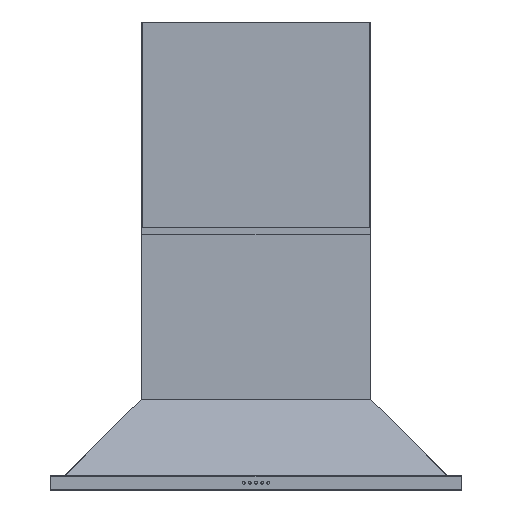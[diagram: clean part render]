
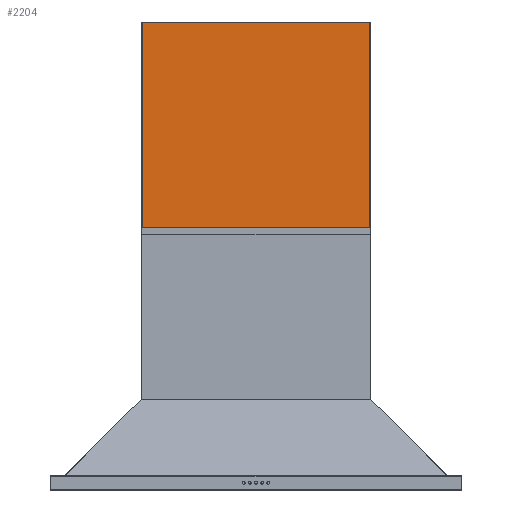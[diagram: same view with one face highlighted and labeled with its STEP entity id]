
A CAD part, top view. The second image highlights one B-rep face of the part: STEP entity #2204.
In plain terms, the highlighted planar face has unit normal (0, 0, 1).
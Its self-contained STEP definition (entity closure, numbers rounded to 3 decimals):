
#2025=DIRECTION('',(1.,0.,0.));
#2026=VECTOR('',#2025,667.);
#2027=CARTESIAN_POINT('',(-333.5,1365.,-17.5));
#2028=LINE('',#2027,#2026);
#2057=DIRECTION('',(0.,-1.,0.));
#2058=VECTOR('',#2057,620.);
#2059=CARTESIAN_POINT('',(-333.5,1365.,-17.5));
#2060=LINE('',#2059,#2058);
#2061=DIRECTION('',(0.,-1.,0.));
#2062=VECTOR('',#2061,620.);
#2063=CARTESIAN_POINT('',(333.5,1365.,-17.5));
#2064=LINE('',#2063,#2062);
#2081=DIRECTION('',(1.,0.,0.));
#2082=VECTOR('',#2081,667.);
#2083=CARTESIAN_POINT('',(-333.5,745.,-17.5));
#2084=LINE('',#2083,#2082);
#2121=CARTESIAN_POINT('',(-333.5,1365.,-17.5));
#2122=VERTEX_POINT('',#2121);
#2123=CARTESIAN_POINT('',(333.5,1365.,-17.5));
#2124=VERTEX_POINT('',#2123);
#2129=CARTESIAN_POINT('',(-333.5,745.,-17.5));
#2130=VERTEX_POINT('',#2129);
#2131=CARTESIAN_POINT('',(333.5,745.,-17.5));
#2132=VERTEX_POINT('',#2131);
#2190=CARTESIAN_POINT('',(-333.5,1365.,-17.5));
#2191=DIRECTION('',(0.,0.,1.));
#2192=DIRECTION('',(1.,0.,0.));
#2193=AXIS2_PLACEMENT_3D('',#2190,#2191,#2192);
#2194=PLANE('',#2193);
#2195=ORIENTED_EDGE('',*,*,#2170,.T.);
#2197=ORIENTED_EDGE('',*,*,#2196,.T.);
#2199=ORIENTED_EDGE('',*,*,#2198,.F.);
#2201=ORIENTED_EDGE('',*,*,#2200,.F.);
#2202=EDGE_LOOP('',(#2195,#2197,#2199,#2201));
#2203=FACE_OUTER_BOUND('',#2202,.F.);
#2204=ADVANCED_FACE('',(#2203),#2194,.T.);
#2170=EDGE_CURVE('',#2122,#2124,#2028,.T.);
#2196=EDGE_CURVE('',#2124,#2132,#2064,.T.);
#2198=EDGE_CURVE('',#2130,#2132,#2084,.T.);
#2200=EDGE_CURVE('',#2122,#2130,#2060,.T.);
